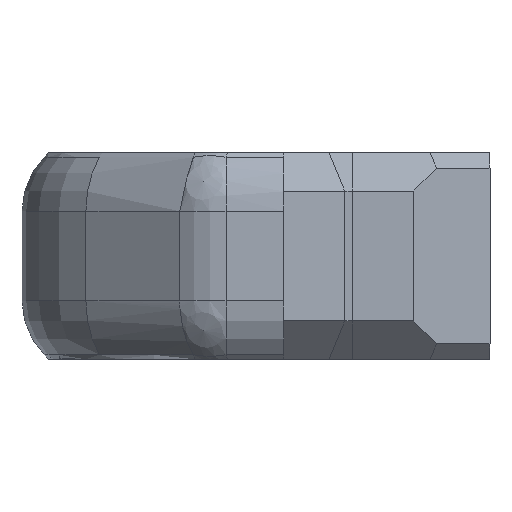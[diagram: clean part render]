
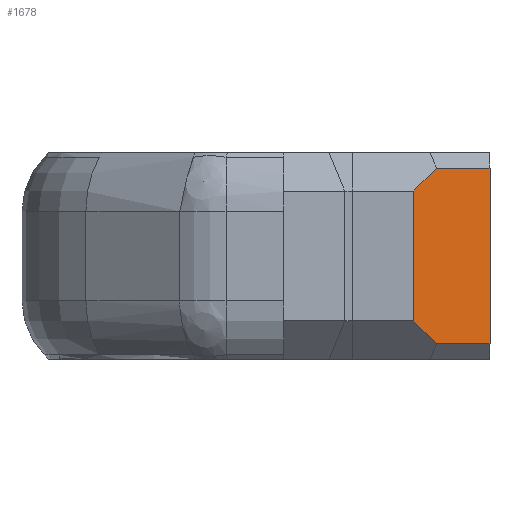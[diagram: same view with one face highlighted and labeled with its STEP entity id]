
A CAD part, left-side view. The second image highlights one B-rep face of the part: STEP entity #1678.
In plain terms, the highlighted planar face has unit normal (-0.707, -0.707, 0).
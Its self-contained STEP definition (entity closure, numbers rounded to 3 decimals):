
#182=FACE_OUTER_BOUND('',#274,.T.);
#274=EDGE_LOOP('',(#1367,#1368,#1369,#1370,#1371,#1372));
#409=LINE('',#2831,#588);
#412=LINE('',#2836,#591);
#435=LINE('',#2880,#614);
#438=LINE('',#2886,#617);
#439=LINE('',#2889,#618);
#440=LINE('',#2890,#619);
#588=VECTOR('',#2190,10.);
#591=VECTOR('',#2195,10.);
#614=VECTOR('',#2234,10.);
#617=VECTOR('',#2239,10.);
#618=VECTOR('',#2242,10.);
#619=VECTOR('',#2243,10.);
#778=VERTEX_POINT('',#2829);
#779=VERTEX_POINT('',#2830);
#780=VERTEX_POINT('',#2835);
#793=VERTEX_POINT('',#2878);
#795=VERTEX_POINT('',#2884);
#796=VERTEX_POINT('',#2888);
#986=EDGE_CURVE('',#778,#779,#409,.T.);
#989=EDGE_CURVE('',#780,#778,#412,.T.);
#1012=EDGE_CURVE('',#779,#793,#435,.T.);
#1015=EDGE_CURVE('',#793,#795,#438,.T.);
#1016=EDGE_CURVE('',#796,#795,#439,.T.);
#1017=EDGE_CURVE('',#780,#796,#440,.T.);
#1367=ORIENTED_EDGE('',*,*,#1012,.T.);
#1368=ORIENTED_EDGE('',*,*,#1015,.T.);
#1369=ORIENTED_EDGE('',*,*,#1016,.F.);
#1370=ORIENTED_EDGE('',*,*,#1017,.F.);
#1371=ORIENTED_EDGE('',*,*,#989,.T.);
#1372=ORIENTED_EDGE('',*,*,#986,.T.);
#1588=PLANE('',#1839);
#1678=ADVANCED_FACE('',(#182),#1588,.F.);
#1839=AXIS2_PLACEMENT_3D('',#2887,#2240,#2241);
#2190=DIRECTION('',(0.,0.,-1.));
#2195=DIRECTION('',(-0.577,0.577,-0.577));
#2234=DIRECTION('',(0.577,-0.577,-0.577));
#2239=DIRECTION('',(0.707,-0.707,0.));
#2240=DIRECTION('center_axis',(0.707,0.707,0.));
#2241=DIRECTION('ref_axis',(0.,0.,-1.));
#2242=DIRECTION('',(0.,0.,-1.));
#2243=DIRECTION('',(0.707,-0.707,0.));
#2829=CARTESIAN_POINT('',(-137.16,421.64,365.76));
#2830=CARTESIAN_POINT('',(-137.16,421.64,279.4));
#2831=CARTESIAN_POINT('',(-137.16,421.64,322.58));
#2835=CARTESIAN_POINT('',(-121.92,406.4,381.));
#2836=CARTESIAN_POINT('',(-134.45,418.93,368.47));
#2878=CARTESIAN_POINT('',(-121.92,406.4,264.16));
#2880=CARTESIAN_POINT('',(-134.45,418.93,276.69));
#2884=CARTESIAN_POINT('',(-86.36,370.84,264.16));
#2886=CARTESIAN_POINT('',(-108.373,392.853,264.16));
#2887=CARTESIAN_POINT('Origin',(-115.147,399.627,322.58));
#2888=CARTESIAN_POINT('',(-86.36,370.84,381.));
#2889=CARTESIAN_POINT('',(-86.36,370.84,322.58));
#2890=CARTESIAN_POINT('',(-108.373,392.853,381.));
